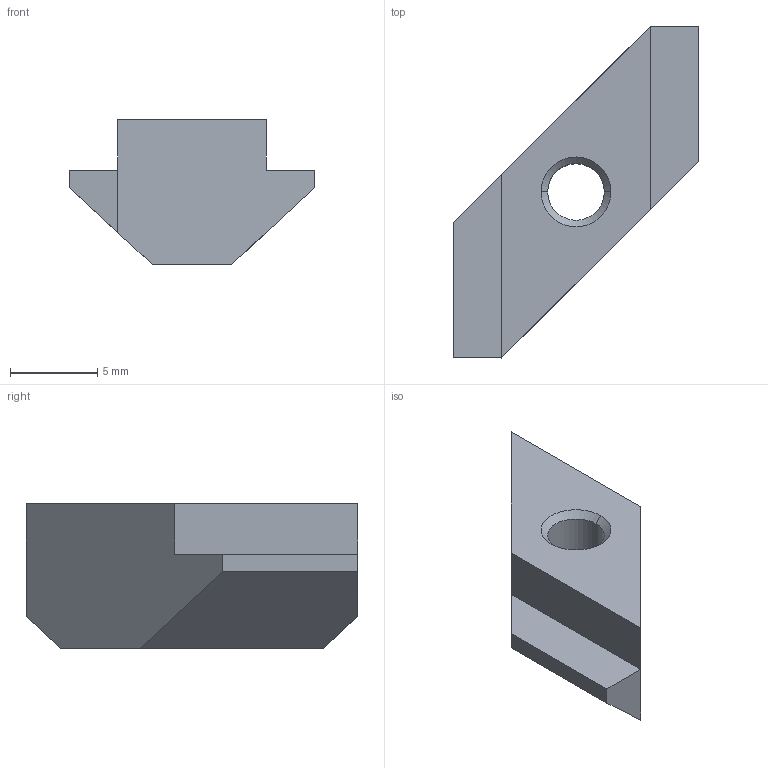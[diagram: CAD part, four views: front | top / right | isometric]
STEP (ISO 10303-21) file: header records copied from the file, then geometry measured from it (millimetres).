
FILE_DESCRIPTION (( 'STEP AP214' ), '1' );
FILE_NAME ('282200153_c_1.STEP', '2023-01-08T03:48:50', ( '' ), ( '' ), 'SwSTEP 2.0', 'SolidWorks 2014', '' );
FILE_SCHEMA (( 'AUTOMOTIVE_DESIGN' ));
Length unit declared in the file: millimetre
Products named in the file (1): 282200153_c_1
Bounding box: 14 x 19 x 8.3 mm (x, y, z)
Volume: 751.3 mm3; surface area: 674.5 mm2
Topology: 1 solids, 1 shells, 18 faces, 44 edges, 28 vertices
Faces by surface type: plane 14, cone 2, cylinder 2
Entity records: 560 total; most frequent: CARTESIAN_POINT 91, DIRECTION 88, ORIENTED_EDGE 88, EDGE_CURVE 44, VECTOR 38, LINE 38, VERTEX_POINT 28, AXIS2_PLACEMENT_3D 25
